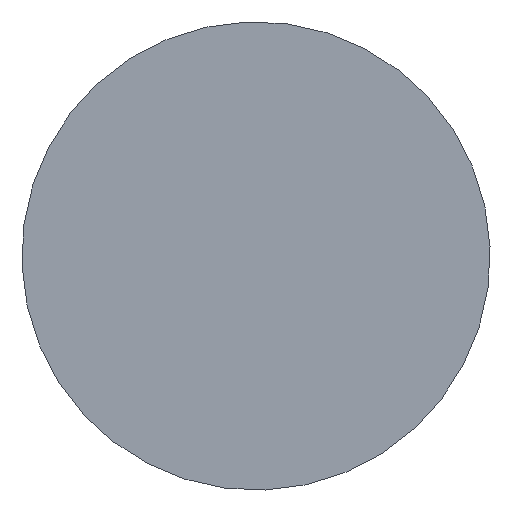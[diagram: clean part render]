
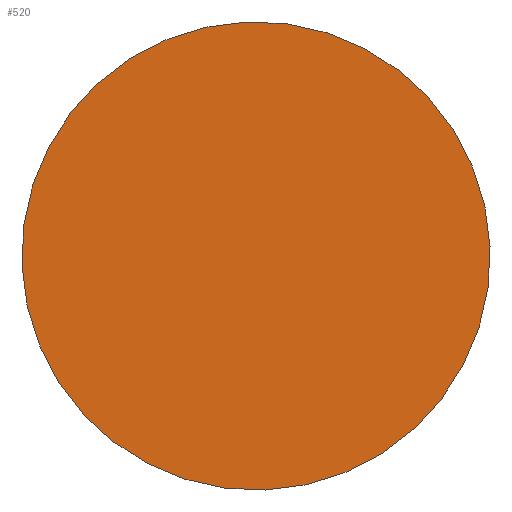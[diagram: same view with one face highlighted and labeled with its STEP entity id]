
A CAD part, front view. The second image highlights one B-rep face of the part: STEP entity #520.
In plain terms, the highlighted planar face has unit normal (0, -1, 0).
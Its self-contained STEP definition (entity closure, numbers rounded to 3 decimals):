
#58=PLANE('',#599);
#91=FACE_OUTER_BOUND('',#126,.T.);
#126=EDGE_LOOP('',(#442,#443));
#189=CIRCLE('',#600,23.653);
#190=CIRCLE('',#601,23.653);
#238=VERTEX_POINT('',#950);
#239=VERTEX_POINT('',#951);
#310=EDGE_CURVE('',#238,#239,#189,.T.);
#311=EDGE_CURVE('',#239,#238,#190,.T.);
#442=ORIENTED_EDGE('',*,*,#310,.T.);
#443=ORIENTED_EDGE('',*,*,#311,.T.);
#520=ADVANCED_FACE('',(#91),#58,.T.);
#599=AXIS2_PLACEMENT_3D('',#949,#736,#737);
#600=AXIS2_PLACEMENT_3D('',#952,#738,#739);
#601=AXIS2_PLACEMENT_3D('',#953,#740,#741);
#736=DIRECTION('center_axis',(0.,-1.,0.));
#737=DIRECTION('ref_axis',(-0.953,0.,0.303));
#738=DIRECTION('center_axis',(0.,-1.,0.));
#739=DIRECTION('ref_axis',(-0.303,0.,-0.953));
#740=DIRECTION('center_axis',(0.,-1.,0.));
#741=DIRECTION('ref_axis',(-0.303,0.,-0.953));
#949=CARTESIAN_POINT('Origin',(-3.589,-29.,-11.269));
#950=CARTESIAN_POINT('',(-7.178,-29.,-22.537));
#951=CARTESIAN_POINT('',(22.537,-29.,-7.178));
#952=CARTESIAN_POINT('Origin',(0.,-29.,0.));
#953=CARTESIAN_POINT('Origin',(0.,-29.,0.));
